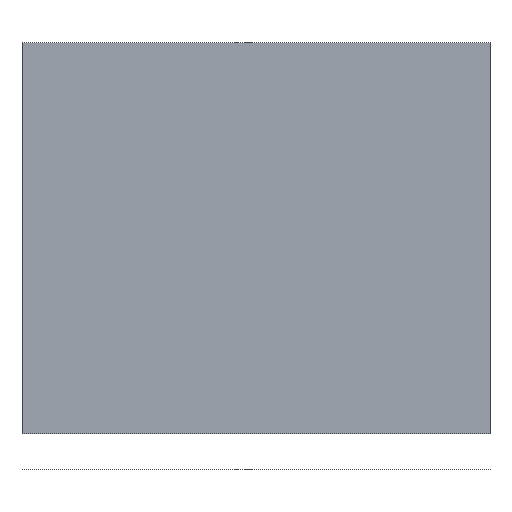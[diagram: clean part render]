
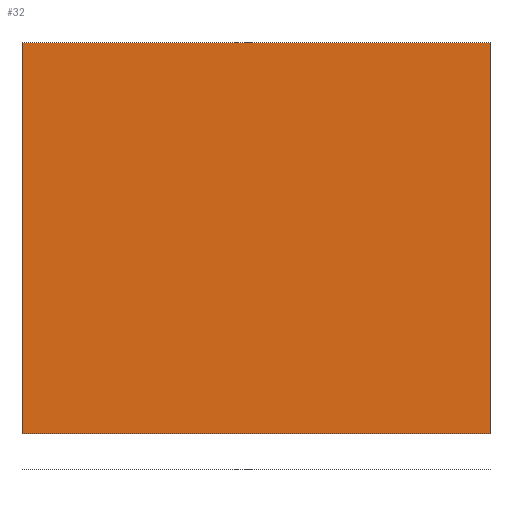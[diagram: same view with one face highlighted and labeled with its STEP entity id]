
A CAD part, front view. The second image highlights one B-rep face of the part: STEP entity #32.
In plain terms, the highlighted planar face has unit normal (0, -1, 0).
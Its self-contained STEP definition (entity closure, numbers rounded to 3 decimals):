
#32=ADVANCED_FACE('',(#38),#146,.T.);
#38=FACE_OUTER_BOUND('',#44,.T.);
#44=EDGE_LOOP('',(#56,#57,#58,#59));
#56=ORIENTED_EDGE('',*,*,#80,.T.);
#57=ORIENTED_EDGE('',*,*,#81,.T.);
#58=ORIENTED_EDGE('',*,*,#82,.F.);
#59=ORIENTED_EDGE('',*,*,#83,.F.);
#80=EDGE_CURVE('',#128,#129,#104,.T.);
#81=EDGE_CURVE('',#129,#130,#105,.T.);
#82=EDGE_CURVE('',#131,#130,#106,.T.);
#83=EDGE_CURVE('',#128,#131,#107,.T.);
#104=B_SPLINE_CURVE_WITH_KNOTS('',1,(#219,#220),.UNSPECIFIED.,.F.,.F.,(2,
2),(0.,12.855),.UNSPECIFIED.);
#105=B_SPLINE_CURVE_WITH_KNOTS('',1,(#221,#222),.UNSPECIFIED.,.F.,.F.,(2,
2),(0.,10.752),.UNSPECIFIED.);
#106=B_SPLINE_CURVE_WITH_KNOTS('',1,(#223,#224),.UNSPECIFIED.,.F.,.F.,(2,
2),(0.,12.855),.UNSPECIFIED.);
#107=B_SPLINE_CURVE_WITH_KNOTS('',1,(#225,#226),.UNSPECIFIED.,.F.,.F.,(2,
2),(0.,10.752),.UNSPECIFIED.);
#128=VERTEX_POINT('',#215);
#129=VERTEX_POINT('',#216);
#130=VERTEX_POINT('',#217);
#131=VERTEX_POINT('',#218);
#146=PLANE('',#172);
#172=AXIS2_PLACEMENT_3D('',#214,#181,$);
#181=DIRECTION('',(0.,-1.,0.));
#214=CARTESIAN_POINT('',(0.,-3.395,0.));
#215=CARTESIAN_POINT('',(0.,-3.395,0.));
#216=CARTESIAN_POINT('',(12.855,-3.395,0.));
#217=CARTESIAN_POINT('',(12.855,-3.395,10.752));
#218=CARTESIAN_POINT('',(0.,-3.395,10.752));
#219=CARTESIAN_POINT('',(0.,-3.395,0.));
#220=CARTESIAN_POINT('',(12.855,-3.395,0.));
#221=CARTESIAN_POINT('',(12.855,-3.395,0.));
#222=CARTESIAN_POINT('',(12.855,-3.395,10.752));
#223=CARTESIAN_POINT('',(0.,-3.395,10.752));
#224=CARTESIAN_POINT('',(12.855,-3.395,10.752));
#225=CARTESIAN_POINT('',(0.,-3.395,0.));
#226=CARTESIAN_POINT('',(0.,-3.395,10.752));
